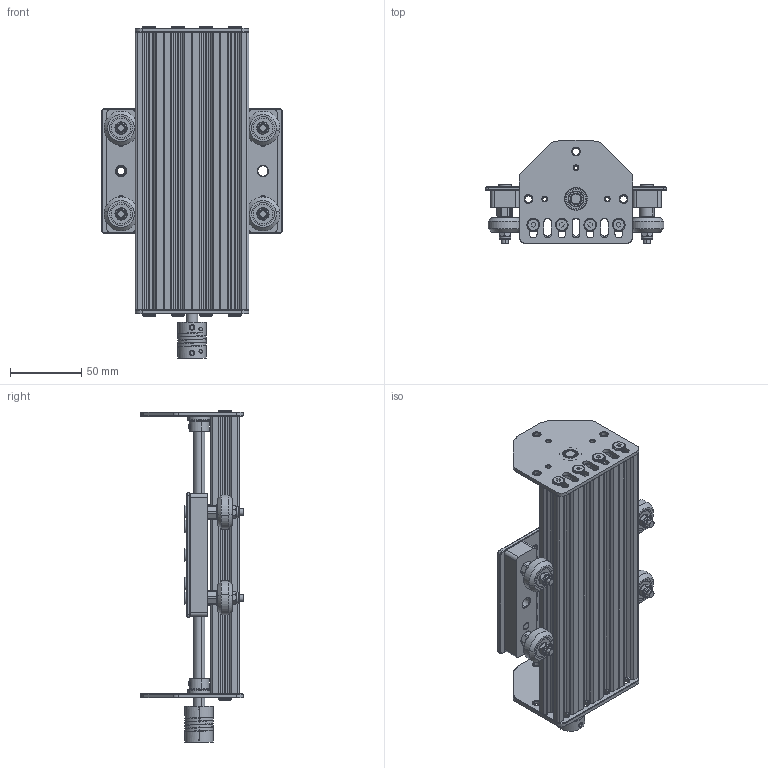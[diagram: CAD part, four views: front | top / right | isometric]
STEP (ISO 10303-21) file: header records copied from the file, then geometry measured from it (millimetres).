
FILE_DESCRIPTION (( 'STEP AP214' ), '1' );
FILE_NAME ('#030 Êîìïëåêò ëèíåéíîãî ïðèâîäà äëÿ ïðîôèëÿ ñ âèíòîì A214.STEP', '2022-08-22T14:50:55', ( '' ), ( '' ), 'SwSTEP 2.0', 'SolidWorks 2022', '' );
FILE_SCHEMA (( 'AUTOMOTIVE_DESIGN' ));
Length unit declared in the file: millimetre
Products named in the file (30): A146 Винт с плоской головкой и внутр. шестигранником M5х40; A213 Ограничительная шайба Ø 8  Ø 14; A233 Ходовая гайка 33x34 для трапец. винта 8 мм_Основа; A225 Гибкая муфта Ø 6,35  Ø 8_00; A371 Втулка резьбовая M7xM5_00; A166 Пластина портальная 127х88 для роликов_00; Комплект портальной пластины для профиля 127x88_00; A211 Высокоточная дистанционная шайба 5 мм_00; A238 Опорная пластина 72x80 трапецеидального винта - под двигатель Nema 23_00; F39 Винт установочный DIN 916 М5 х 16_M5(16); A213 Ограничительная шайба Ø 8  Ø 14_00; A195-Standartnyy-ekstsentrik-6-mm_-dlya-vinta-M5_podrobnaya-model__00; М3х10 DIN 912_M3(12); S54 Винт установочный DIN 916 М4 х 4_M4(4); A173 Сборка ролика_00; A212 Шайба Ø 8  Ø 12_00; A229 Самоконтрящаяся гайка M5_00; A173 Стандартный пластиковый усиленный ролик для V-паза; A141 Винт с плоской головкой и внутр. шестигранником M5х15_00; Гайка М5, низкая DIN 439, K32_00; Для муфты M4_M5(16); A182 Подшипник для трапецеидального винта, Ø 8  Ø 16, 688zz; #030 Комплект линейного привода для профиля с винтом A214; A233 Ходовая гайка безлюфтовая 33x34_00; V228 Конструкционный профиль 20х80(194)_195; A201 Дистанционная втулка 5х6 мм_00; A157 Дистанционный блок 20х86_Основа; A180 Подшипник 625rs, Ø 5  Ø 16; A214 Трапецеидальный винт 8х220 мм, 4-х заходный, шаг 2 мм_00
Assembly tree (74 placements, depth 4):
  #030 Комплект линейного привода для профиля с винтом A214
    V228 Конструкционный профиль 20х80(194)_195
    A371 Втулка резьбовая M7xM5_00  x8
    A238 Опорная пластина 72x80 трапецеидального винта - под двигатель Nema 23_00  x2
    A214 Трапецеидальный винт 8х220 мм, 4-х заходный, шаг 2 мм_00
    A213 Ограничительная шайба Ø 8  Ø 14_00  x2
      A213 Ограничительная шайба Ø 8  Ø 14
      S54 Винт установочный DIN 916 М4 х 4_M4(4)
    A212 Шайба Ø 8  Ø 12_00  x2
    A182 Подшипник для трапецеидального винта, Ø 8  Ø 16, 688zz  x2
    A225 Гибкая муфта Ø 6,35  Ø 8_00
      A225 Гибкая муфта Ø 6,35  Ø 8_00
      М3х10 DIN 912_M3(12)  x2
      Для муфты M4_M5(16)  x2
    Комплект портальной пластины для профиля 127x88_00
      A166 Пластина портальная 127х88 для роликов_00
      A141 Винт с плоской головкой и внутр. шестигранником M5х15_00  x6
      A157 Дистанционный блок 20х86_Основа  x2
      A146 Винт с плоской головкой и внутр. шестигранником M5х40  x4
      A195-Standartnyy-ekstsentrik-6-mm_-dlya-vinta-M5_podrobnaya-model__00  x2
      A211 Высокоточная дистанционная шайба 5 мм_00  x4
      A173 Сборка ролика_00  x4
        A173 Стандартный пластиковый усиленный ролик для V-паза
        A180 Подшипник 625rs, Ø 5  Ø 16
        A211 Высокоточная дистанционная шайба 5 мм_00
      A229 Самоконтрящаяся гайка M5_00  x6
      A201 Дистанционная втулка 5х6 мм_00  x2
      A233 Ходовая гайка безлюфтовая 33x34_00
        A233 Ходовая гайка 33x34 для трапец. винта 8 мм_Основа
        F39 Винт установочный DIN 916 М5 х 16_M5(16)
        Гайка М5, низкая DIN 439, K32_00
    A141 Винт с плоской головкой и внутр. шестигранником M5х15_00  x8
Bounding box: 127 x 72.5 x 233.5 mm (x, y, z)
Volume: 267766.5 mm3; surface area: 214477.2 mm2
Topology: 79 solids, 79 shells, 2888 faces, 6954 edges, 4312 vertices
Faces by surface type: plane 1033, cylinder 951, cone 784, torus 112, bspline 8
Entity records: 57262 total; most frequent: CARTESIAN_POINT 13926, DIRECTION 9003, ORIENTED_EDGE 8304, EDGE_CURVE 4152, AXIS2_PLACEMENT_3D 3387, VERTEX_POINT 2569, VECTOR 2229, LINE 2229
